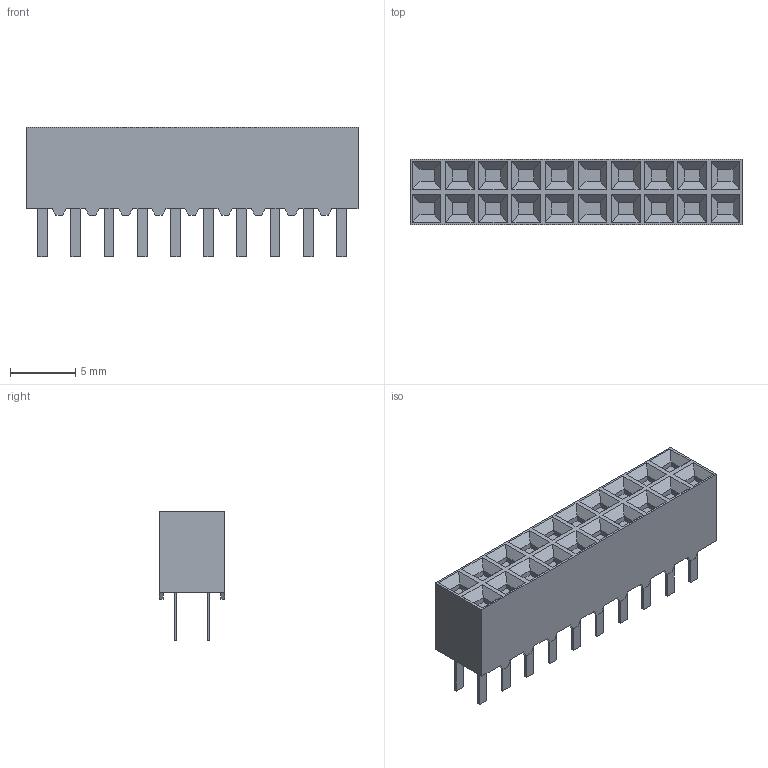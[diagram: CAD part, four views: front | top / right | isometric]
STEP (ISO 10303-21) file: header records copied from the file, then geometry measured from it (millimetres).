
FILE_DESCRIPTION((''),'2;1');
FILE_NAME('C-6-534998-0','2011-07-19T',('workeradm'),(''),'PRO/ENGINEER BY PARAMETRIC TECHNOLOGY CORPORATION, 2010430','PRO/ENGINEER BY PARAMETRIC TECHNOLOGY CORPORATION, 2010430','');
FILE_SCHEMA(('AUTOMOTIVE_DESIGN { 1 0 10303 214 1 1 1 1 }'));
Length unit declared in the file: millimetre
Products named in the file (1): C-6-534998-0
Bounding box: 25.4 x 5.03 x 9.91 mm (x, y, z)
Volume: 765.3 mm3; surface area: 863.9 mm2
Topology: 1 solids, 1 shells, 358 faces, 868 edges, 552 vertices
Faces by surface type: plane 358
Entity records: 10333 total; most frequent: CARTESIAN_POINT 1780, ORIENTED_EDGE 1736, DIRECTION 1584, VECTOR 868, LINE 868, EDGE_CURVE 868, VERTEX_POINT 552, EDGE_LOOP 398
